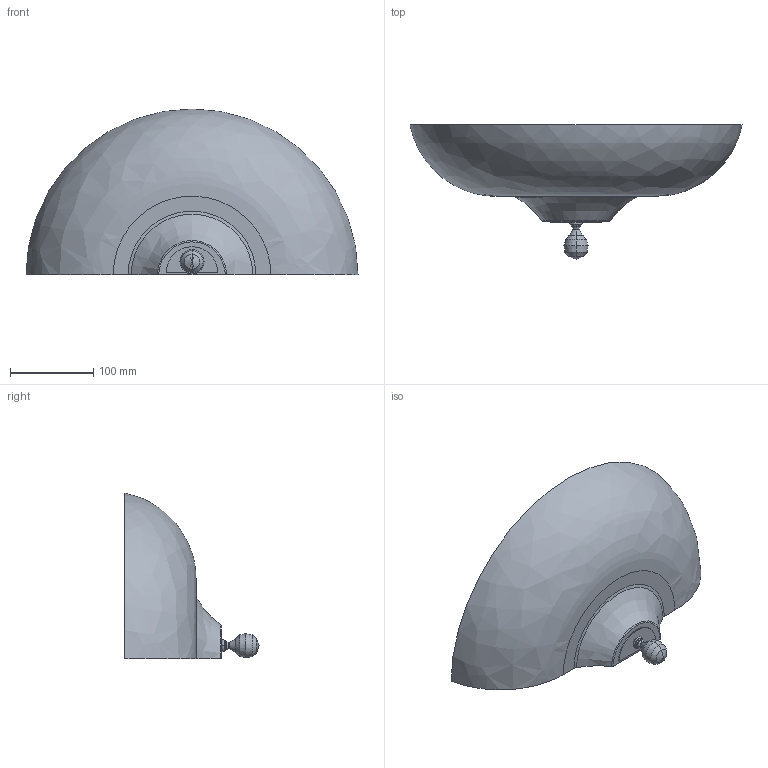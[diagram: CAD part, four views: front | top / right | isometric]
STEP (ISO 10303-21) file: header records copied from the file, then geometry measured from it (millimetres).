
FILE_DESCRIPTION (( 'STEP AP203' ), '1' );
FILE_NAME ('PASCALE_P40_STEP.STEP', '2016-02-11T11:27:06', ( 'admin' ), ( '' ), 'SwSTEP 2.0', 'SolidWorks 2015', '' );
FILE_SCHEMA (( 'CONFIG_CONTROL_DESIGN' ));
Length unit declared in the file: millimetre
Products named in the file (2): PASCALE_P40_STEP
Bounding box: 400 x 161.92 x 200 mm (x, y, z)
Volume: 1123752.7 mm3; surface area: 260329.6 mm2
Topology: 5 solids, 5 shells, 127 faces, 315 edges, 196 vertices
Faces by surface type: plane 55, cylinder 34, cone 20, bspline 18
Entity records: 4754 total; most frequent: CARTESIAN_POINT 1642, ORIENTED_EDGE 622, DIRECTION 609, EDGE_CURVE 311, AXIS2_PLACEMENT_3D 221, VERTEX_POINT 196, LINE 167, VECTOR 167
